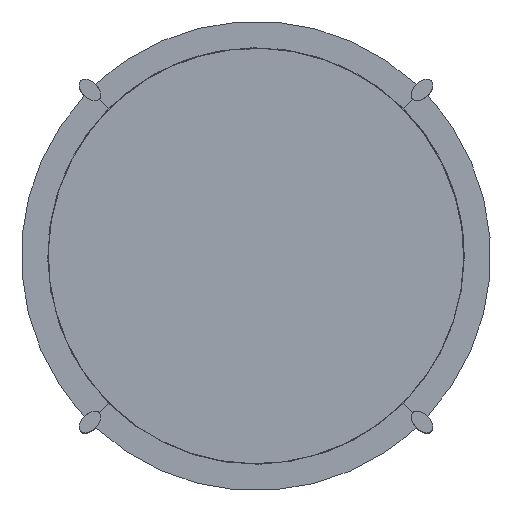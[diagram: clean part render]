
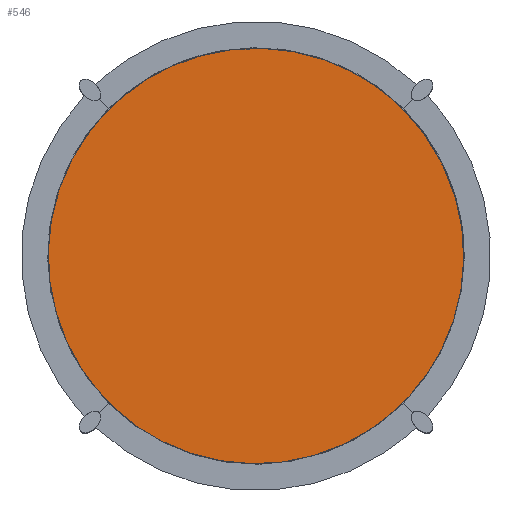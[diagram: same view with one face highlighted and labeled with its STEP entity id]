
A CAD part, top view. The second image highlights one B-rep face of the part: STEP entity #546.
In plain terms, the highlighted planar face has unit normal (0, 0, 1).
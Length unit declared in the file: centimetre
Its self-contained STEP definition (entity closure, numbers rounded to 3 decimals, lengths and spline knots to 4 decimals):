
#92=(
BOUNDED_CURVE()
B_SPLINE_CURVE(2,(#18651,#18652,#18653,#18654,#18655,#18656,#18657,#18658,
#18659),.UNSPECIFIED.,.T.,.F.)
B_SPLINE_CURVE_WITH_KNOTS((3,2,2,2,3),(0.,626.7477,1253.4955,
1880.2432,2506.9909),.UNSPECIFIED.)
CURVE()
GEOMETRIC_REPRESENTATION_ITEM()
RATIONAL_B_SPLINE_CURVE((1.,0.707,1.,0.707,1.,0.707,
1.,0.707,1.))
REPRESENTATION_ITEM('')
);
#546=ADVANCED_FACE('',(#653),#2151,.T.);
#653=FACE_OUTER_BOUND('',#764,.T.);
#764=EDGE_LOOP('',(#1242));
#1242=ORIENTED_EDGE('',*,*,#1564,.F.);
#1564=EDGE_CURVE('',#2073,#2073,#92,.T.);
#2073=VERTEX_POINT('',#18649);
#2151=PLANE('',#2271);
#2271=AXIS2_PLACEMENT_3D('',#18647,#2357,$);
#2357=DIRECTION('',(0.,0.,1.));
#18647=CARTESIAN_POINT('',(-36.5818,32.8607,72.));
#18649=CARTESIAN_POINT('',(62.1656,61.0742,72.));
#18651=CARTESIAN_POINT('',(62.1656,61.0742,72.));
#18652=CARTESIAN_POINT('',(90.3792,32.8607,72.));
#18653=CARTESIAN_POINT('',(62.1656,4.6471,72.));
#18654=CARTESIAN_POINT('',(33.9521,-23.5665,72.));
#18655=CARTESIAN_POINT('',(5.7385,4.6471,72.));
#18656=CARTESIAN_POINT('',(-22.4751,32.8607,72.));
#18657=CARTESIAN_POINT('',(5.7385,61.0742,72.));
#18658=CARTESIAN_POINT('',(33.9521,89.2878,72.));
#18659=CARTESIAN_POINT('',(62.1656,61.0742,72.));
